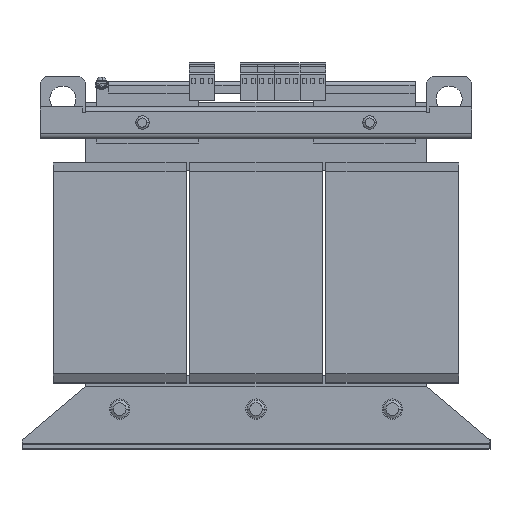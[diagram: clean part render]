
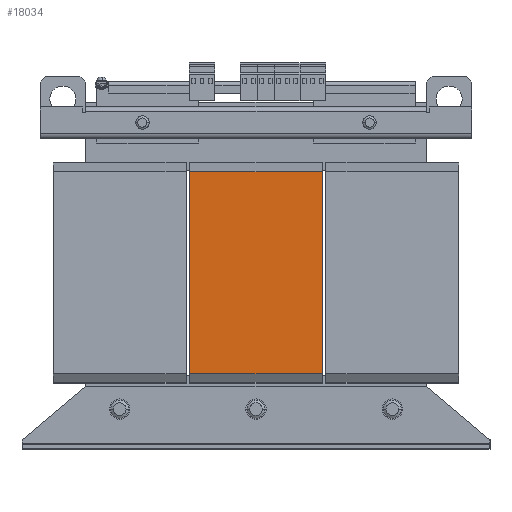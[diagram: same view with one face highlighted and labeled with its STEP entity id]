
A CAD part, top view. The second image highlights one B-rep face of the part: STEP entity #18034.
In plain terms, the highlighted planar face has unit normal (0, 0, 1).
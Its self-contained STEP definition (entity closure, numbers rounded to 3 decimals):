
#354 = VECTOR ( 'NONE', #11362, 1000. ) ;
#440 = CARTESIAN_POINT ( 'NONE',  ( -58.5, 89., 66. ) ) ;
#1065 = CARTESIAN_POINT ( 'NONE',  ( 58.5, -89., 66. ) ) ;
#1709 = ORIENTED_EDGE ( 'NONE', *, *, #1791, .T. ) ;
#1791 = EDGE_CURVE ( 'Defeature ausgef�hrt2_53+Defeature ausgef�hrt2_52+Defeature ausgef�hrt2_62+Defeature ausgef�hrt2_63', #22098, #6046, #21652, .T. ) ;
#1962 = VECTOR ( 'NONE', #18771, 1000. ) ;
#4637 = VECTOR ( 'NONE', #5318, 1000. ) ;
#5318 = DIRECTION ( 'NONE',  ( 0., -1., 0. ) ) ;
#6046 = VERTEX_POINT ( 'NONE', #440 ) ;
#7519 = EDGE_LOOP ( 'NONE', ( #21562, #13034, #21843, #1709 ) ) ;
#9458 = CARTESIAN_POINT ( 'NONE',  ( 58.5, 0., 66. ) ) ;
#9617 = CARTESIAN_POINT ( 'NONE',  ( 58.5, 89., 66. ) ) ;
#10314 = EDGE_CURVE ( 'Defeature ausgef�hrt2_54+Defeature ausgef�hrt2_53+Defeature ausgef�hrt2_62+Defeature ausgef�hrt2_63', #11758, #15768, #16826, .T. ) ;
#10416 = CARTESIAN_POINT ( 'NONE',  ( -58.5, 0., 66. ) ) ;
#11195 = DIRECTION ( 'NONE',  ( 0., 0., -1. ) ) ;
#11362 = DIRECTION ( 'NONE',  ( 0., -1., 0. ) ) ;
#11758 = VERTEX_POINT ( 'NONE', #18213 ) ;
#12856 = CARTESIAN_POINT ( 'NONE',  ( -58.5, -89., 66. ) ) ;
#13034 = ORIENTED_EDGE ( 'NONE', *, *, #10314, .F. ) ;
#15369 = DIRECTION ( 'NONE',  ( -1., 0., 0. ) ) ;
#15430 = DIRECTION ( 'NONE',  ( -1., 0., 0. ) ) ;
#15768 = VERTEX_POINT ( 'NONE', #12856 ) ;
#16826 = LINE ( 'NONE', #1065, #17399 ) ;
#17399 = VECTOR ( 'NONE', #15430, 1000. ) ;
#17542 = EDGE_CURVE ( 'Defeature ausgef�hrt2_62+Defeature ausgef�hrt2_53+Defeature ausgef�hrt2_52+Defeature ausgef�hrt2_54', #22098, #11758, #23447, .T. ) ;
#17660 = AXIS2_PLACEMENT_3D ( 'NONE', #9458, #11195, #15369 ) ;
#18034 = ADVANCED_FACE ( 'Defeature ausgef�hrt2_53', ( #21725 ), #20438, .F. ) ;
#18213 = CARTESIAN_POINT ( 'NONE',  ( 58.5, -89., 66. ) ) ;
#18771 = DIRECTION ( 'NONE',  ( -1., 0., 0. ) ) ;
#20438 = PLANE ( 'NONE',  #17660 ) ;
#20808 = EDGE_CURVE ( 'Defeature ausgef�hrt2_53+Defeature ausgef�hrt2_63+Defeature ausgef�hrt2_52+Defeature ausgef�hrt2_54', #6046, #15768, #21722, .T. ) ;
#21562 = ORIENTED_EDGE ( 'NONE', *, *, #20808, .T. ) ;
#21652 = LINE ( 'NONE', #9617, #1962 ) ;
#21722 = LINE ( 'NONE', #10416, #4637 ) ;
#21725 = FACE_OUTER_BOUND ( 'NONE', #7519, .T. ) ;
#21843 = ORIENTED_EDGE ( 'NONE', *, *, #17542, .F. ) ;
#22098 = VERTEX_POINT ( 'NONE', #22173 ) ;
#22173 = CARTESIAN_POINT ( 'NONE',  ( 58.5, 89., 66. ) ) ;
#22260 = CARTESIAN_POINT ( 'NONE',  ( 58.5, 0., 66. ) ) ;
#23447 = LINE ( 'NONE', #22260, #354 ) ;
